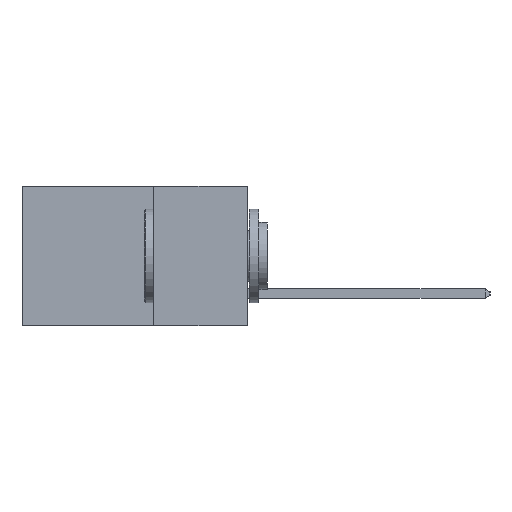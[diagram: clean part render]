
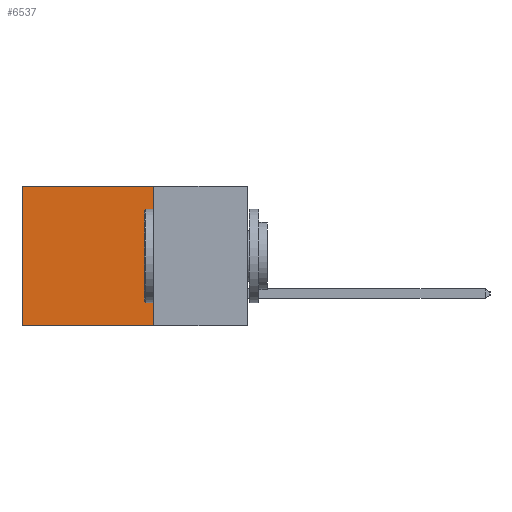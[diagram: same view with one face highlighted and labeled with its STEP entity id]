
A CAD part, left-side view. The second image highlights one B-rep face of the part: STEP entity #6537.
In plain terms, the highlighted planar face has unit normal (-1, 0, 0).
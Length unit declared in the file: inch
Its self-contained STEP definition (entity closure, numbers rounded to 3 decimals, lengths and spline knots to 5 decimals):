
#76 = CARTESIAN_POINT ( 'NONE',  ( 0.2615, 0.6, -0.37 ) ) ;
#362 = ORIENTED_EDGE ( 'NONE', *, *, #1903, .T. ) ;
#426 = VERTEX_POINT ( 'NONE', #76 ) ;
#608 = CARTESIAN_POINT ( 'NONE',  ( 0.2615, 0.25, -0.37 ) ) ;
#976 = ORIENTED_EDGE ( 'NONE', *, *, #7200, .F. ) ;
#1600 = VECTOR ( 'NONE', #9152, 39.37008 ) ;
#1626 = DIRECTION ( 'NONE',  ( 0., 0., -1. ) ) ;
#1641 = DIRECTION ( 'NONE',  ( 1., 0., 0. ) ) ;
#1883 = FACE_OUTER_BOUND ( 'NONE', #8364, .T. ) ;
#1903 = EDGE_CURVE ( 'NONE', #8734, #426, #12323, .T. ) ;
#3292 = VERTEX_POINT ( 'NONE', #8533 ) ;
#3488 = VECTOR ( 'NONE', #12074, 39.37008 ) ;
#3544 = ORIENTED_EDGE ( 'NONE', *, *, #9641, .F. ) ;
#3805 = LINE ( 'NONE', #4634, #3488 ) ;
#4258 = LINE ( 'NONE', #8230, #1600 ) ;
#4479 = AXIS2_PLACEMENT_3D ( 'NONE', #608, #1641, #8430 ) ;
#4634 = CARTESIAN_POINT ( 'NONE',  ( 0.2615, 0.25, -0.37 ) ) ;
#5022 = LINE ( 'NONE', #8418, #12146 ) ;
#5847 = VECTOR ( 'NONE', #7212, 39.37008 ) ;
#6536 = PLANE ( 'NONE',  #4479 ) ;
#6537 = ADVANCED_FACE ( 'NONE', ( #1883 ), #6536, .F. ) ;
#7200 = EDGE_CURVE ( 'NONE', #11095, #3292, #5022, .T. ) ;
#7212 = DIRECTION ( 'NONE',  ( 0., 0., -1. ) ) ;
#7226 = CARTESIAN_POINT ( 'NONE',  ( 0.2615, 0.6, -0.37 ) ) ;
#7907 = ORIENTED_EDGE ( 'NONE', *, *, #8298, .T. ) ;
#7936 = CARTESIAN_POINT ( 'NONE',  ( 0.2615, 0.6, 0. ) ) ;
#8230 = CARTESIAN_POINT ( 'NONE',  ( 0.2615, 0.25, 0. ) ) ;
#8298 = EDGE_CURVE ( 'NONE', #11095, #8734, #4258, .T. ) ;
#8364 = EDGE_LOOP ( 'NONE', ( #362, #3544, #976, #7907 ) ) ;
#8418 = CARTESIAN_POINT ( 'NONE',  ( 0.2615, 0.25, -0.37 ) ) ;
#8430 = DIRECTION ( 'NONE',  ( 0., 0., -1. ) ) ;
#8533 = CARTESIAN_POINT ( 'NONE',  ( 0.2615, 0.25, -0.37 ) ) ;
#8734 = VERTEX_POINT ( 'NONE', #7936 ) ;
#9152 = DIRECTION ( 'NONE',  ( 0., 1., 0. ) ) ;
#9506 = CARTESIAN_POINT ( 'NONE',  ( 0.2615, 0.25, 0. ) ) ;
#9641 = EDGE_CURVE ( 'NONE', #3292, #426, #3805, .T. ) ;
#11095 = VERTEX_POINT ( 'NONE', #9506 ) ;
#12074 = DIRECTION ( 'NONE',  ( 0., 1., 0. ) ) ;
#12146 = VECTOR ( 'NONE', #1626, 39.37008 ) ;
#12323 = LINE ( 'NONE', #7226, #5847 ) ;
